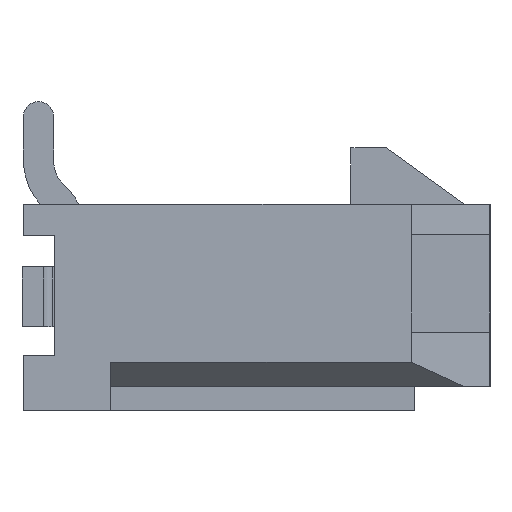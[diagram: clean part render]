
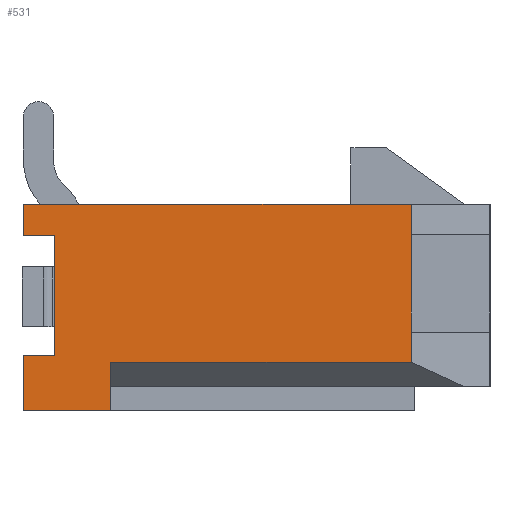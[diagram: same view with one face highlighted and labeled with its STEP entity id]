
A CAD part, left-side view. The second image highlights one B-rep face of the part: STEP entity #531.
In plain terms, the highlighted planar face has unit normal (-1, 0, 0).
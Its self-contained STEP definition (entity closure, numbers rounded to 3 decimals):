
#246=FACE_OUTER_BOUND('',#1095,.T.);
#531=ADVANCED_FACE('',(#246),#817,.T.);
#817=PLANE('',#5193);
#1095=EDGE_LOOP('',(#1538,#1539,#1540,#1541,#1542,#1543,#1544,#1545,#1546,
#1547,#1548,#1549));
#1538=ORIENTED_EDGE('',*,*,#3449,.F.);
#1539=ORIENTED_EDGE('',*,*,#3450,.T.);
#1540=ORIENTED_EDGE('',*,*,#3451,.F.);
#1541=ORIENTED_EDGE('',*,*,#3452,.F.);
#1542=ORIENTED_EDGE('',*,*,#3453,.F.);
#1543=ORIENTED_EDGE('',*,*,#3333,.F.);
#1544=ORIENTED_EDGE('',*,*,#3454,.T.);
#1545=ORIENTED_EDGE('',*,*,#3455,.T.);
#1546=ORIENTED_EDGE('',*,*,#3290,.T.);
#1547=ORIENTED_EDGE('',*,*,#3456,.T.);
#1548=ORIENTED_EDGE('',*,*,#3448,.T.);
#1549=ORIENTED_EDGE('',*,*,#3457,.T.);
#2822=VERTEX_POINT('',#7045);
#2823=VERTEX_POINT('',#7046);
#2863=VERTEX_POINT('',#7131);
#2864=VERTEX_POINT('',#7133);
#2973=VERTEX_POINT('',#7360);
#2977=VERTEX_POINT('',#7369);
#2978=VERTEX_POINT('',#7373);
#2979=VERTEX_POINT('',#7374);
#2980=VERTEX_POINT('',#7376);
#2981=VERTEX_POINT('',#7378);
#2982=VERTEX_POINT('',#7380);
#2983=VERTEX_POINT('',#7383);
#3290=EDGE_CURVE('',#2822,#2823,#4013,.T.);
#3333=EDGE_CURVE('',#2863,#2864,#4056,.T.);
#3448=EDGE_CURVE('',#2973,#2977,#4171,.T.);
#3449=EDGE_CURVE('',#2978,#2979,#4172,.T.);
#3450=EDGE_CURVE('',#2978,#2980,#4173,.T.);
#3451=EDGE_CURVE('',#2981,#2980,#4174,.T.);
#3452=EDGE_CURVE('',#2982,#2981,#4175,.T.);
#3453=EDGE_CURVE('',#2864,#2982,#4176,.T.);
#3454=EDGE_CURVE('',#2863,#2983,#4177,.T.);
#3455=EDGE_CURVE('',#2983,#2822,#4178,.T.);
#3456=EDGE_CURVE('',#2823,#2973,#4179,.T.);
#3457=EDGE_CURVE('',#2977,#2979,#4180,.T.);
#4013=LINE('',#7044,#4596);
#4056=LINE('',#7132,#4639);
#4171=LINE('',#7370,#4754);
#4172=LINE('',#7372,#4755);
#4173=LINE('',#7375,#4756);
#4174=LINE('',#7377,#4757);
#4175=LINE('',#7379,#4758);
#4176=LINE('',#7381,#4759);
#4177=LINE('',#7382,#4760);
#4178=LINE('',#7384,#4761);
#4179=LINE('',#7385,#4762);
#4180=LINE('',#7386,#4763);
#4596=VECTOR('',#5608,1.);
#4639=VECTOR('',#5657,1.);
#4754=VECTOR('',#5790,1.);
#4755=VECTOR('',#5793,1.);
#4756=VECTOR('',#5794,1.);
#4757=VECTOR('',#5795,1.);
#4758=VECTOR('',#5796,1.);
#4759=VECTOR('',#5797,1.);
#4760=VECTOR('',#5798,1.);
#4761=VECTOR('',#5799,1.);
#4762=VECTOR('',#5800,1.);
#4763=VECTOR('',#5801,1.);
#5193=AXIS2_PLACEMENT_3D('',#7387,#5802,#5803);
#5608=DIRECTION('',(0.,0.,-1.));
#5657=DIRECTION('',(0.,-1.,0.));
#5790=DIRECTION('',(0.,0.,-1.));
#5793=DIRECTION('',(0.,0.,-1.));
#5794=DIRECTION('',(0.,-1.,0.));
#5795=DIRECTION('',(0.,0.,-1.));
#5796=DIRECTION('',(0.,0.,-1.));
#5797=DIRECTION('',(0.,0.,-1.));
#5798=DIRECTION('',(0.,0.,-1.));
#5799=DIRECTION('',(0.,-1.,0.));
#5800=DIRECTION('',(0.,1.,0.));
#5801=DIRECTION('',(0.,-1.,0.));
#5802=DIRECTION('',(-1.,0.,0.));
#5803=DIRECTION('',(0.,0.,1.));
#7044=CARTESIAN_POINT('',(-13.82,9.23,3.2));
#7045=CARTESIAN_POINT('',(-13.82,9.23,3.2));
#7046=CARTESIAN_POINT('',(-13.82,9.23,0.66));
#7131=CARTESIAN_POINT('',(-13.82,9.9,3.86));
#7132=CARTESIAN_POINT('',(-13.82,9.9,3.86));
#7133=CARTESIAN_POINT('',(-13.82,1.668,3.86));
#7360=CARTESIAN_POINT('',(-13.82,9.9,0.66));
#7369=CARTESIAN_POINT('',(-13.82,9.9,-0.51));
#7370=CARTESIAN_POINT('',(-13.82,9.9,3.86));
#7372=CARTESIAN_POINT('',(-13.82,8.05,-0.51));
#7373=CARTESIAN_POINT('',(-13.82,8.05,0.51));
#7374=CARTESIAN_POINT('',(-13.82,8.05,-0.51));
#7375=CARTESIAN_POINT('',(-13.82,9.9,0.51));
#7376=CARTESIAN_POINT('',(-13.82,1.668,0.51));
#7377=CARTESIAN_POINT('',(-13.82,1.668,38.214));
#7378=CARTESIAN_POINT('',(-13.82,1.668,1.15));
#7379=CARTESIAN_POINT('',(-13.82,1.668,3.22));
#7380=CARTESIAN_POINT('',(-13.82,1.668,3.22));
#7381=CARTESIAN_POINT('',(-13.82,1.668,38.214));
#7382=CARTESIAN_POINT('',(-13.82,9.9,3.86));
#7383=CARTESIAN_POINT('',(-13.82,9.9,3.2));
#7384=CARTESIAN_POINT('',(-13.82,9.9,3.2));
#7385=CARTESIAN_POINT('',(-13.82,9.23,0.66));
#7386=CARTESIAN_POINT('',(-13.82,8.05,-0.51));
#7387=CARTESIAN_POINT('',(-13.82,9.9,3.86));
